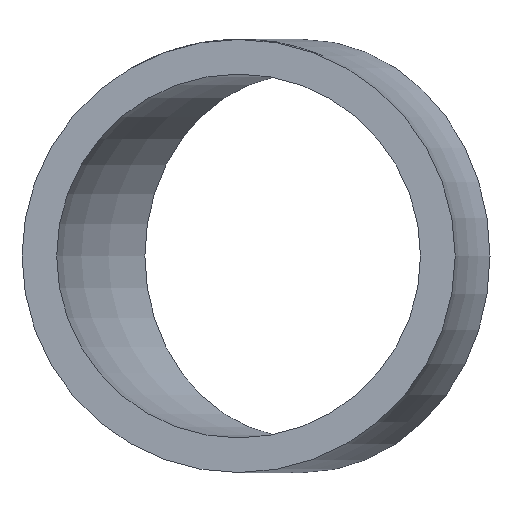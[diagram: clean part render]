
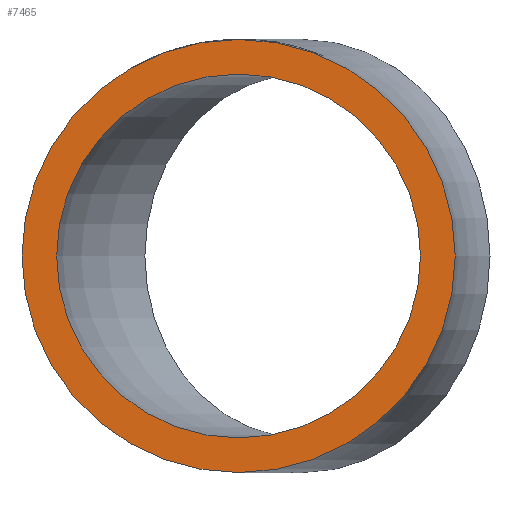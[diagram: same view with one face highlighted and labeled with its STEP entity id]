
A CAD part, front view. The second image highlights one B-rep face of the part: STEP entity #7465.
In plain terms, the highlighted planar face has unit normal (0, -1, 0).
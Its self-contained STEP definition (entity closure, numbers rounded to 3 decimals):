
#458 = CARTESIAN_POINT ( 'NONE',  ( -27.5, 0., 0. ) ) ;
#662 = CARTESIAN_POINT ( 'NONE',  ( -27.5, 0., 12.5 ) ) ;
#1451 = DIRECTION ( 'NONE',  ( 0., 1., 0. ) ) ;
#1501 = CARTESIAN_POINT ( 'NONE',  ( -27.5, 0., 0. ) ) ;
#2018 = DIRECTION ( 'NONE',  ( 0., 0., 1. ) ) ;
#2094 = CARTESIAN_POINT ( 'NONE',  ( -27.5, 0., 0. ) ) ;
#2414 = CIRCLE ( 'NONE', #9438, 12.5 ) ;
#5051 = DIRECTION ( 'NONE',  ( 0., 0., 1. ) ) ;
#5571 = FACE_BOUND ( 'NONE', #6333, .T. ) ;
#5680 = EDGE_CURVE ( 'NONE', #12393, #12393, #2414, .T. ) ;
#5724 = DIRECTION ( 'NONE',  ( 0., 1., 0. ) ) ;
#6026 = ORIENTED_EDGE ( 'NONE', *, *, #9002, .T. ) ;
#6333 = EDGE_LOOP ( 'NONE', ( #6026 ) ) ;
#6562 = AXIS2_PLACEMENT_3D ( 'NONE', #458, #1451, #9500 ) ;
#7465 = ADVANCED_FACE ( 'NONE', ( #5571, #7847 ), #12385, .F. ) ;
#7542 = ORIENTED_EDGE ( 'NONE', *, *, #5680, .F. ) ;
#7847 = FACE_OUTER_BOUND ( 'NONE', #12957, .T. ) ;
#7858 = CARTESIAN_POINT ( 'NONE',  ( -27.5, 0., 10.5 ) ) ;
#8630 = DIRECTION ( 'NONE',  ( 0., 1., 0. ) ) ;
#9002 = EDGE_CURVE ( 'NONE', #14442, #14442, #13084, .T. ) ;
#9438 = AXIS2_PLACEMENT_3D ( 'NONE', #1501, #8630, #5051 ) ;
#9500 = DIRECTION ( 'NONE',  ( 0., 0., 1. ) ) ;
#11133 = AXIS2_PLACEMENT_3D ( 'NONE', #2094, #5724, #2018 ) ;
#12385 = PLANE ( 'NONE',  #11133 ) ;
#12393 = VERTEX_POINT ( 'NONE', #662 ) ;
#12957 = EDGE_LOOP ( 'NONE', ( #7542 ) ) ;
#13084 = CIRCLE ( 'NONE', #6562, 10.5 ) ;
#14442 = VERTEX_POINT ( 'NONE', #7858 ) ;
